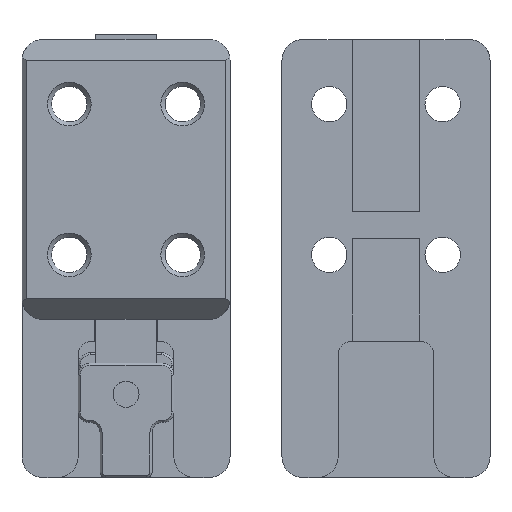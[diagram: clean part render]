
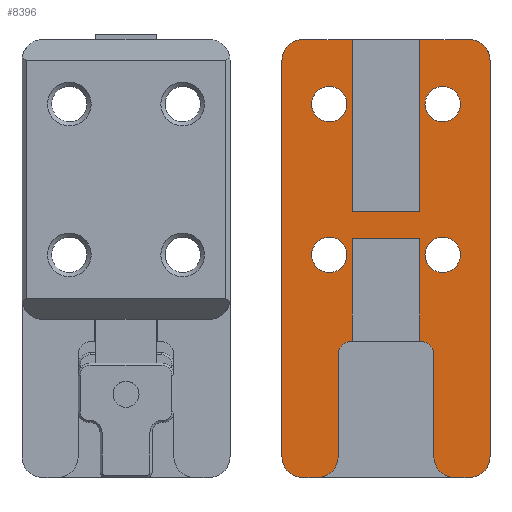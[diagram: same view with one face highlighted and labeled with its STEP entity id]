
A CAD part, top view. The second image highlights one B-rep face of the part: STEP entity #8396.
In plain terms, the highlighted planar face has unit normal (0, 0, 1).
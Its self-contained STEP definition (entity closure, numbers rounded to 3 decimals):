
#224=FACE_BOUND('',#1289,.T.);
#225=FACE_BOUND('',#1290,.T.);
#226=FACE_BOUND('',#1291,.T.);
#227=FACE_BOUND('',#1292,.T.);
#384=CIRCLE('',#9109,1.3);
#388=CIRCLE('',#9116,2.);
#389=CIRCLE('',#9118,2.);
#390=CIRCLE('',#9119,2.);
#391=CIRCLE('',#9120,2.);
#392=CIRCLE('',#9121,2.);
#393=CIRCLE('',#9122,2.);
#394=CIRCLE('',#9123,1.3);
#395=CIRCLE('',#9124,1.7);
#396=CIRCLE('',#9125,1.7);
#397=CIRCLE('',#9126,1.7);
#398=CIRCLE('',#9127,1.7);
#771=FACE_OUTER_BOUND('',#1288,.T.);
#1288=EDGE_LOOP('',(#6810,#6811,#6812,#6813,#6814,#6815,#6816,#6817,#6818,
#6819,#6820,#6821,#6822,#6823,#6824,#6825,#6826,#6827,#6828,#6829,#6830,
#6831,#6832,#6833));
#1289=EDGE_LOOP('',(#6834));
#1290=EDGE_LOOP('',(#6835));
#1291=EDGE_LOOP('',(#6836));
#1292=EDGE_LOOP('',(#6837));
#2053=LINE('',#13367,#3003);
#2061=LINE('',#13394,#3011);
#2065=LINE('',#13402,#3015);
#2069=LINE('',#13412,#3019);
#2070=LINE('',#13416,#3020);
#2071=LINE('',#13419,#3021);
#2072=LINE('',#13421,#3022);
#2073=LINE('',#13423,#3023);
#2074=LINE('',#13425,#3024);
#2075=LINE('',#13429,#3025);
#2076=LINE('',#13433,#3026);
#2077=LINE('',#13437,#3027);
#2078=LINE('',#13440,#3028);
#2079=LINE('',#13442,#3029);
#2080=LINE('',#13443,#3030);
#2081=LINE('',#13444,#3031);
#3003=VECTOR('',#10920,10.);
#3011=VECTOR('',#10944,10.);
#3015=VECTOR('',#10948,10.);
#3019=VECTOR('',#10958,10.);
#3020=VECTOR('',#10961,10.);
#3021=VECTOR('',#10964,10.);
#3022=VECTOR('',#10965,10.);
#3023=VECTOR('',#10966,10.);
#3024=VECTOR('',#10967,10.);
#3025=VECTOR('',#10970,10.);
#3026=VECTOR('',#10973,10.);
#3027=VECTOR('',#10976,10.);
#3028=VECTOR('',#10979,10.);
#3029=VECTOR('',#10980,10.);
#3030=VECTOR('',#10981,10.);
#3031=VECTOR('',#10982,10.);
#3849=VERTEX_POINT('',#13364);
#3850=VERTEX_POINT('',#13366);
#3853=VERTEX_POINT('',#13373);
#3854=VERTEX_POINT('',#13375);
#3861=VERTEX_POINT('',#13393);
#3864=VERTEX_POINT('',#13399);
#3865=VERTEX_POINT('',#13401);
#3866=VERTEX_POINT('',#13405);
#3867=VERTEX_POINT('',#13406);
#3868=VERTEX_POINT('',#13411);
#3869=VERTEX_POINT('',#13413);
#3870=VERTEX_POINT('',#13415);
#3871=VERTEX_POINT('',#13418);
#3872=VERTEX_POINT('',#13420);
#3873=VERTEX_POINT('',#13422);
#3874=VERTEX_POINT('',#13424);
#3875=VERTEX_POINT('',#13426);
#3876=VERTEX_POINT('',#13428);
#3877=VERTEX_POINT('',#13430);
#3878=VERTEX_POINT('',#13432);
#3879=VERTEX_POINT('',#13434);
#3880=VERTEX_POINT('',#13436);
#3881=VERTEX_POINT('',#13439);
#3882=VERTEX_POINT('',#13441);
#3883=VERTEX_POINT('',#13445);
#3884=VERTEX_POINT('',#13447);
#3885=VERTEX_POINT('',#13449);
#3886=VERTEX_POINT('',#13451);
#4858=EDGE_CURVE('',#3849,#3850,#2053,.T.);
#4862=EDGE_CURVE('',#3853,#3854,#384,.T.);
#4871=EDGE_CURVE('',#3854,#3861,#2061,.F.);
#4875=EDGE_CURVE('',#3865,#3864,#2065,.T.);
#4877=EDGE_CURVE('',#3866,#3867,#388,.T.);
#4880=EDGE_CURVE('',#3866,#3868,#2069,.T.);
#4881=EDGE_CURVE('',#3869,#3868,#389,.T.);
#4882=EDGE_CURVE('',#3869,#3870,#2070,.T.);
#4883=EDGE_CURVE('',#3850,#3870,#390,.T.);
#4884=EDGE_CURVE('',#3849,#3871,#2071,.T.);
#4885=EDGE_CURVE('',#3872,#3871,#2072,.T.);
#4886=EDGE_CURVE('',#3872,#3873,#2073,.T.);
#4887=EDGE_CURVE('',#3874,#3873,#2074,.T.);
#4888=EDGE_CURVE('',#3875,#3874,#391,.T.);
#4889=EDGE_CURVE('',#3875,#3876,#2075,.T.);
#4890=EDGE_CURVE('',#3877,#3876,#392,.T.);
#4891=EDGE_CURVE('',#3877,#3878,#2076,.T.);
#4892=EDGE_CURVE('',#3879,#3878,#393,.T.);
#4893=EDGE_CURVE('',#3879,#3880,#2077,.T.);
#4894=EDGE_CURVE('',#3865,#3880,#394,.T.);
#4895=EDGE_CURVE('',#3881,#3864,#2078,.F.);
#4896=EDGE_CURVE('',#3882,#3881,#2079,.T.);
#4897=EDGE_CURVE('',#3882,#3861,#2080,.F.);
#4898=EDGE_CURVE('',#3853,#3867,#2081,.T.);
#4899=EDGE_CURVE('',#3883,#3883,#395,.F.);
#4900=EDGE_CURVE('',#3884,#3884,#396,.F.);
#4901=EDGE_CURVE('',#3885,#3885,#397,.F.);
#4902=EDGE_CURVE('',#3886,#3886,#398,.F.);
#6810=ORIENTED_EDGE('',*,*,#4877,.F.);
#6811=ORIENTED_EDGE('',*,*,#4880,.T.);
#6812=ORIENTED_EDGE('',*,*,#4881,.F.);
#6813=ORIENTED_EDGE('',*,*,#4882,.T.);
#6814=ORIENTED_EDGE('',*,*,#4883,.F.);
#6815=ORIENTED_EDGE('',*,*,#4858,.F.);
#6816=ORIENTED_EDGE('',*,*,#4884,.T.);
#6817=ORIENTED_EDGE('',*,*,#4885,.F.);
#6818=ORIENTED_EDGE('',*,*,#4886,.T.);
#6819=ORIENTED_EDGE('',*,*,#4887,.F.);
#6820=ORIENTED_EDGE('',*,*,#4888,.F.);
#6821=ORIENTED_EDGE('',*,*,#4889,.T.);
#6822=ORIENTED_EDGE('',*,*,#4890,.F.);
#6823=ORIENTED_EDGE('',*,*,#4891,.T.);
#6824=ORIENTED_EDGE('',*,*,#4892,.F.);
#6825=ORIENTED_EDGE('',*,*,#4893,.T.);
#6826=ORIENTED_EDGE('',*,*,#4894,.F.);
#6827=ORIENTED_EDGE('',*,*,#4875,.T.);
#6828=ORIENTED_EDGE('',*,*,#4895,.F.);
#6829=ORIENTED_EDGE('',*,*,#4896,.F.);
#6830=ORIENTED_EDGE('',*,*,#4897,.T.);
#6831=ORIENTED_EDGE('',*,*,#4871,.F.);
#6832=ORIENTED_EDGE('',*,*,#4862,.F.);
#6833=ORIENTED_EDGE('',*,*,#4898,.T.);
#6834=ORIENTED_EDGE('',*,*,#4899,.T.);
#6835=ORIENTED_EDGE('',*,*,#4900,.T.);
#6836=ORIENTED_EDGE('',*,*,#4901,.T.);
#6837=ORIENTED_EDGE('',*,*,#4902,.T.);
#7945=PLANE('',#9117);
#8396=ADVANCED_FACE('',(#771,#224,#225,#226,#227),#7945,.T.);
#9109=AXIS2_PLACEMENT_3D('',#13376,#10927,#10928);
#9116=AXIS2_PLACEMENT_3D('',#13407,#10952,#10953);
#9117=AXIS2_PLACEMENT_3D('',#13410,#10956,#10957);
#9118=AXIS2_PLACEMENT_3D('',#13414,#10959,#10960);
#9119=AXIS2_PLACEMENT_3D('',#13417,#10962,#10963);
#9120=AXIS2_PLACEMENT_3D('',#13427,#10968,#10969);
#9121=AXIS2_PLACEMENT_3D('',#13431,#10971,#10972);
#9122=AXIS2_PLACEMENT_3D('',#13435,#10974,#10975);
#9123=AXIS2_PLACEMENT_3D('',#13438,#10977,#10978);
#9124=AXIS2_PLACEMENT_3D('',#13446,#10983,#10984);
#9125=AXIS2_PLACEMENT_3D('',#13448,#10985,#10986);
#9126=AXIS2_PLACEMENT_3D('',#13450,#10987,#10988);
#9127=AXIS2_PLACEMENT_3D('',#13452,#10989,#10990);
#10920=DIRECTION('',(1.,0.,0.));
#10927=DIRECTION('center_axis',(0.,0.,1.));
#10928=DIRECTION('ref_axis',(0.707,0.707,0.));
#10944=DIRECTION('',(1.,0.,0.));
#10948=DIRECTION('',(1.,0.,0.));
#10952=DIRECTION('center_axis',(0.,0.,-1.));
#10953=DIRECTION('ref_axis',(-0.707,-0.707,0.));
#10956=DIRECTION('center_axis',(0.,0.,1.));
#10957=DIRECTION('ref_axis',(1.,0.,0.));
#10958=DIRECTION('',(1.,0.,0.));
#10959=DIRECTION('center_axis',(0.,0.,-1.));
#10960=DIRECTION('ref_axis',(0.707,-0.707,0.));
#10961=DIRECTION('',(0.,1.,0.));
#10962=DIRECTION('center_axis',(0.,0.,-1.));
#10963=DIRECTION('ref_axis',(0.707,0.707,0.));
#10964=DIRECTION('',(0.,-1.,0.));
#10965=DIRECTION('',(1.,0.,0.));
#10966=DIRECTION('',(0.,1.,0.));
#10967=DIRECTION('',(1.,0.,0.));
#10968=DIRECTION('center_axis',(0.,0.,-1.));
#10969=DIRECTION('ref_axis',(-0.707,0.707,0.));
#10970=DIRECTION('',(0.,-1.,0.));
#10971=DIRECTION('center_axis',(0.,0.,-1.));
#10972=DIRECTION('ref_axis',(-0.707,-0.707,0.));
#10973=DIRECTION('',(1.,0.,0.));
#10974=DIRECTION('center_axis',(0.,0.,-1.));
#10975=DIRECTION('ref_axis',(0.707,-0.707,0.));
#10976=DIRECTION('',(0.,1.,0.));
#10977=DIRECTION('center_axis',(0.,0.,1.));
#10978=DIRECTION('ref_axis',(-0.707,0.707,0.));
#10979=DIRECTION('',(0.,1.,0.));
#10980=DIRECTION('',(-1.,0.,0.));
#10981=DIRECTION('',(0.,1.,0.));
#10982=DIRECTION('',(0.,-1.,0.));
#10983=DIRECTION('center_axis',(0.,0.,1.));
#10984=DIRECTION('ref_axis',(1.,0.,0.));
#10985=DIRECTION('center_axis',(0.,0.,1.));
#10986=DIRECTION('ref_axis',(1.,0.,0.));
#10987=DIRECTION('center_axis',(0.,0.,1.));
#10988=DIRECTION('ref_axis',(1.,0.,0.));
#10989=DIRECTION('center_axis',(0.,0.,1.));
#10990=DIRECTION('ref_axis',(1.,0.,0.));
#13364=CARTESIAN_POINT('',(28.25,10.9,4.));
#13366=CARTESIAN_POINT('',(33.,10.9,4.));
#13367=CARTESIAN_POINT('',(25.,10.9,4.));
#13373=CARTESIAN_POINT('',(29.6,-19.4,4.));
#13375=CARTESIAN_POINT('',(28.3,-18.1,4.));
#13376=CARTESIAN_POINT('Origin',(28.3,-19.4,4.));
#13393=CARTESIAN_POINT('',(28.25,-18.1,4.));
#13394=CARTESIAN_POINT('',(26.7,-18.1,4.));
#13399=CARTESIAN_POINT('',(21.75,-18.1,4.));
#13401=CARTESIAN_POINT('',(21.7,-18.1,4.));
#13402=CARTESIAN_POINT('',(26.7,-18.1,4.));
#13405=CARTESIAN_POINT('',(31.6,-31.2,4.));
#13406=CARTESIAN_POINT('',(29.6,-29.2,4.));
#13407=CARTESIAN_POINT('Origin',(31.6,-29.2,4.));
#13410=CARTESIAN_POINT('Origin',(25.,-24.2,4.));
#13411=CARTESIAN_POINT('',(33.,-31.2,4.));
#13412=CARTESIAN_POINT('',(20.,-31.2,4.));
#13413=CARTESIAN_POINT('',(35.,-29.2,4.));
#13414=CARTESIAN_POINT('Origin',(33.,-29.2,4.));
#13415=CARTESIAN_POINT('',(35.,8.9,4.));
#13416=CARTESIAN_POINT('',(35.,-27.7,4.));
#13417=CARTESIAN_POINT('Origin',(33.,8.9,4.));
#13418=CARTESIAN_POINT('',(28.25,-5.6,4.));
#13419=CARTESIAN_POINT('',(28.25,-7.15,4.));
#13420=CARTESIAN_POINT('',(21.75,-5.6,4.));
#13421=CARTESIAN_POINT('',(26.625,-5.6,4.));
#13422=CARTESIAN_POINT('',(21.75,10.9,4.));
#13423=CARTESIAN_POINT('',(21.75,-15.1,4.));
#13424=CARTESIAN_POINT('',(17.,10.9,4.));
#13425=CARTESIAN_POINT('',(25.,10.9,4.));
#13426=CARTESIAN_POINT('',(15.,8.9,4.));
#13427=CARTESIAN_POINT('Origin',(17.,8.9,4.));
#13428=CARTESIAN_POINT('',(15.,-29.2,4.));
#13429=CARTESIAN_POINT('',(15.,-20.7,4.));
#13430=CARTESIAN_POINT('',(17.,-31.2,4.));
#13431=CARTESIAN_POINT('Origin',(17.,-29.2,4.));
#13432=CARTESIAN_POINT('',(18.4,-31.2,4.));
#13433=CARTESIAN_POINT('',(20.,-31.2,4.));
#13434=CARTESIAN_POINT('',(20.4,-29.2,4.));
#13435=CARTESIAN_POINT('Origin',(18.4,-29.2,4.));
#13436=CARTESIAN_POINT('',(20.4,-19.4,4.));
#13437=CARTESIAN_POINT('',(20.4,-24.55,4.));
#13438=CARTESIAN_POINT('Origin',(21.7,-19.4,4.));
#13439=CARTESIAN_POINT('',(21.75,-8.2,4.));
#13440=CARTESIAN_POINT('',(21.75,-14.475,4.));
#13441=CARTESIAN_POINT('',(28.25,-8.2,4.));
#13442=CARTESIAN_POINT('',(25.,-8.2,4.));
#13443=CARTESIAN_POINT('',(28.25,-20.1,4.));
#13444=CARTESIAN_POINT('',(29.6,-22.8,4.));
#13445=CARTESIAN_POINT('',(32.15,-9.8,4.));
#13446=CARTESIAN_POINT('Origin',(30.45,-9.8,4.));
#13447=CARTESIAN_POINT('',(21.25,4.7,4.));
#13448=CARTESIAN_POINT('Origin',(19.55,4.7,4.));
#13449=CARTESIAN_POINT('',(32.15,4.7,4.));
#13450=CARTESIAN_POINT('Origin',(30.45,4.7,4.));
#13451=CARTESIAN_POINT('',(21.25,-9.8,4.));
#13452=CARTESIAN_POINT('Origin',(19.55,-9.8,4.));
